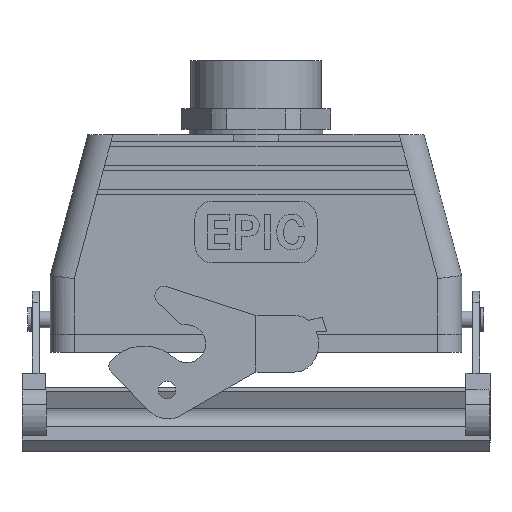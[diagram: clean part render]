
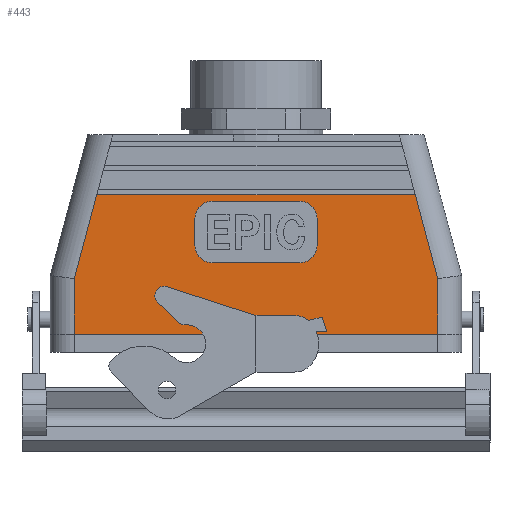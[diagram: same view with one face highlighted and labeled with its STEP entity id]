
A CAD part, front view. The second image highlights one B-rep face of the part: STEP entity #443.
In plain terms, the highlighted planar face has unit normal (0, -1, 0).
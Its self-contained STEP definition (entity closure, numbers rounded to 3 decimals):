
#443 = ADVANCED_FACE( '', ( #1041, #1042 ), #1043, .F. );
#1041 = FACE_OUTER_BOUND( '', #1816, .T. );
#1042 = FACE_BOUND( '', #1817, .T. );
#1043 = PLANE( '', #1818 );
#1816 = EDGE_LOOP( '', ( #3049, #3050, #3051, #3052, #3053, #3054 ) );
#1817 = EDGE_LOOP( '', ( #3055, #3056, #3057, #3058, #3059, #3060, #3061, #3062 ) );
#1818 = AXIS2_PLACEMENT_3D( '', #3063, #3064, #3065 );
#3049 = ORIENTED_EDGE( '', *, *, #4953, .F. );
#3050 = ORIENTED_EDGE( '', *, *, #4954, .F. );
#3051 = ORIENTED_EDGE( '', *, *, #4775, .T. );
#3052 = ORIENTED_EDGE( '', *, *, #4955, .T. );
#3053 = ORIENTED_EDGE( '', *, *, #4956, .T. );
#3054 = ORIENTED_EDGE( '', *, *, #4957, .F. );
#3055 = ORIENTED_EDGE( '', *, *, #4628, .F. );
#3056 = ORIENTED_EDGE( '', *, *, #4958, .F. );
#3057 = ORIENTED_EDGE( '', *, *, #4913, .F. );
#3058 = ORIENTED_EDGE( '', *, *, #4959, .F. );
#3059 = ORIENTED_EDGE( '', *, *, #4960, .F. );
#3060 = ORIENTED_EDGE( '', *, *, #4961, .F. );
#3061 = ORIENTED_EDGE( '', *, *, #4863, .F. );
#3062 = ORIENTED_EDGE( '', *, *, #4697, .F. );
#3063 = CARTESIAN_POINT( '', ( -60., -21.5, 19.9 ) );
#3064 = DIRECTION( '', ( 0., 1., 0. ) );
#3065 = DIRECTION( '', ( 0., 0., 1. ) );
#4628 = EDGE_CURVE( '', #5528, #5529, #5530, .T. );
#4697 = EDGE_CURVE( '', #5529, #5651, #5652, .T. );
#4775 = EDGE_CURVE( '', #5565, #5777, #5779, .F. );
#4863 = EDGE_CURVE( '', #5651, #5920, #5921, .T. );
#4913 = EDGE_CURVE( '', #5992, #5993, #5994, .T. );
#4953 = EDGE_CURVE( '', #6058, #6059, #6060, .F. );
#4954 = EDGE_CURVE( '', #5565, #6058, #6061, .T. );
#4955 = EDGE_CURVE( '', #5777, #6062, #6063, .T. );
#4956 = EDGE_CURVE( '', #6062, #6064, #6065, .T. );
#4957 = EDGE_CURVE( '', #6059, #6064, #6066, .T. );
#4958 = EDGE_CURVE( '', #5993, #5528, #6067, .T. );
#4959 = EDGE_CURVE( '', #6068, #5992, #6069, .T. );
#4960 = EDGE_CURVE( '', #6070, #6068, #6071, .T. );
#4961 = EDGE_CURVE( '', #5920, #6070, #6072, .T. );
#5528 = VERTEX_POINT( '', #6794 );
#5529 = VERTEX_POINT( '', #6795 );
#5530 = CIRCLE( '', #6796, 5. );
#5565 = VERTEX_POINT( '', #6845 );
#5651 = VERTEX_POINT( '', #6963 );
#5652 = LINE( '', #6964, #6965 );
#5777 = VERTEX_POINT( '', #7157 );
#5779 = LINE( '', #7159, #7160 );
#5920 = VERTEX_POINT( '', #7471 );
#5921 = CIRCLE( '', #7472, 5. );
#5992 = VERTEX_POINT( '', #7568 );
#5993 = VERTEX_POINT( '', #7569 );
#5994 = CIRCLE( '', #7570, 5. );
#6058 = VERTEX_POINT( '', #7657 );
#6059 = VERTEX_POINT( '', #7658 );
#6060 = LINE( '', #7659, #7660 );
#6061 = LINE( '', #7661, #7662 );
#6062 = VERTEX_POINT( '', #7663 );
#6063 = LINE( '', #7664, #7665 );
#6064 = VERTEX_POINT( '', #7666 );
#6065 = LINE( '', #7667, #7668 );
#6066 = LINE( '', #7669, #7670 );
#6067 = LINE( '', #7671, #7672 );
#6068 = VERTEX_POINT( '', #7673 );
#6069 = LINE( '', #7674, #7675 );
#6070 = VERTEX_POINT( '', #7676 );
#6071 = CIRCLE( '', #7677, 5. );
#6072 = LINE( '', #7678, #7679 );
#6794 = CARTESIAN_POINT( '', ( 12.8, -21.5, 23.6 ) );
#6795 = CARTESIAN_POINT( '', ( 17.8, -21.5, 28.6 ) );
#6796 = AXIS2_PLACEMENT_3D( '', #8565, #8566, #8567 );
#6845 = CARTESIAN_POINT( '', ( -46.437, -21.5, 43.5 ) );
#6963 = CARTESIAN_POINT( '', ( 17.8, -21.5, 36.6 ) );
#6964 = CARTESIAN_POINT( '', ( 17.8, -21.5, 28.6 ) );
#6965 = VECTOR( '', #8636, 1000. );
#7157 = CARTESIAN_POINT( '', ( -53., -21.5, 18.979 ) );
#7159 = CARTESIAN_POINT( '', ( -53.238, -21.5, 18.09 ) );
#7160 = VECTOR( '', #8721, 1000. );
#7471 = CARTESIAN_POINT( '', ( 12.8, -21.5, 41.6 ) );
#7472 = AXIS2_PLACEMENT_3D( '', #8789, #8790, #8791 );
#7568 = CARTESIAN_POINT( '', ( -17.8, -21.5, 28.6 ) );
#7569 = CARTESIAN_POINT( '', ( -12.8, -21.5, 23.6 ) );
#7570 = AXIS2_PLACEMENT_3D( '', #8849, #8850, #8851 );
#7657 = CARTESIAN_POINT( '', ( 46.437, -21.5, 43.5 ) );
#7658 = CARTESIAN_POINT( '', ( 53., -21.5, 18.979 ) );
#7659 = CARTESIAN_POINT( '', ( 53.238, -21.5, 18.09 ) );
#7660 = VECTOR( '', #8899, 1000. );
#7661 = CARTESIAN_POINT( '', ( -46.437, -21.5, 43.5 ) );
#7662 = VECTOR( '', #8900, 1000. );
#7663 = CARTESIAN_POINT( '', ( -53., -21.5, 2.8 ) );
#7664 = CARTESIAN_POINT( '', ( -53., -21.5, 19.9 ) );
#7665 = VECTOR( '', #8901, 1000. );
#7666 = CARTESIAN_POINT( '', ( 53., -21.5, 2.8 ) );
#7667 = CARTESIAN_POINT( '', ( -60., -21.5, 2.8 ) );
#7668 = VECTOR( '', #8902, 1000. );
#7669 = CARTESIAN_POINT( '', ( 53., -21.5, 19.9 ) );
#7670 = VECTOR( '', #8903, 1000. );
#7671 = CARTESIAN_POINT( '', ( -12.8, -21.5, 23.6 ) );
#7672 = VECTOR( '', #8904, 1000. );
#7673 = CARTESIAN_POINT( '', ( -17.8, -21.5, 36.6 ) );
#7674 = CARTESIAN_POINT( '', ( -17.8, -21.5, 36.6 ) );
#7675 = VECTOR( '', #8905, 1000. );
#7676 = CARTESIAN_POINT( '', ( -12.8, -21.5, 41.6 ) );
#7677 = AXIS2_PLACEMENT_3D( '', #8906, #8907, #8908 );
#7678 = CARTESIAN_POINT( '', ( 12.8, -21.5, 41.6 ) );
#7679 = VECTOR( '', #8909, 1000. );
#8565 = CARTESIAN_POINT( '', ( 12.8, -21.5, 28.6 ) );
#8566 = DIRECTION( '', ( 0., -1., 0. ) );
#8567 = DIRECTION( '', ( -1., 0., 0. ) );
#8636 = DIRECTION( '', ( 0., 0., 1. ) );
#8721 = DIRECTION( '', ( 0.259, 0., 0.966 ) );
#8789 = CARTESIAN_POINT( '', ( 12.8, -21.5, 36.6 ) );
#8790 = DIRECTION( '', ( 0., -1., 0. ) );
#8791 = DIRECTION( '', ( -1., 0., 0. ) );
#8849 = CARTESIAN_POINT( '', ( -12.8, -21.5, 28.6 ) );
#8850 = DIRECTION( '', ( 0., -1., 0. ) );
#8851 = DIRECTION( '', ( 1., 0., 0. ) );
#8899 = DIRECTION( '', ( -0.259, 0., 0.966 ) );
#8900 = DIRECTION( '', ( 1., 0., 0. ) );
#8901 = DIRECTION( '', ( 0., 0., -1. ) );
#8902 = DIRECTION( '', ( 1., 0., 0. ) );
#8903 = DIRECTION( '', ( 0., 0., -1. ) );
#8904 = DIRECTION( '', ( 1., 0., 0. ) );
#8905 = DIRECTION( '', ( 0., 0., -1. ) );
#8906 = CARTESIAN_POINT( '', ( -12.8, -21.5, 36.6 ) );
#8907 = DIRECTION( '', ( 0., -1., 0. ) );
#8908 = DIRECTION( '', ( 1., 0., 0. ) );
#8909 = DIRECTION( '', ( -1., 0., 0. ) );
